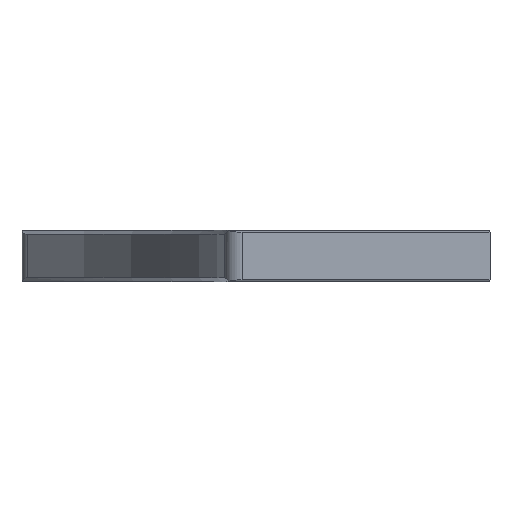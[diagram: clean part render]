
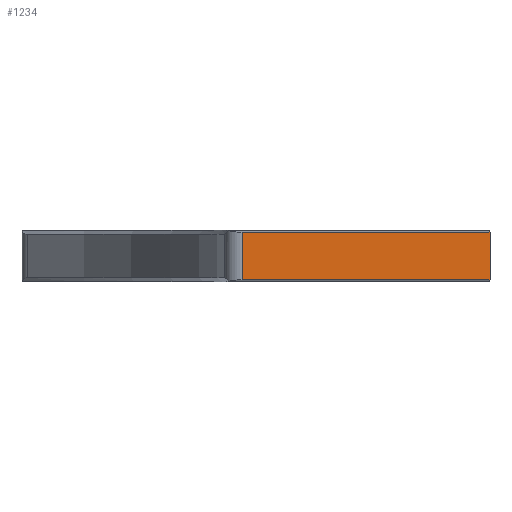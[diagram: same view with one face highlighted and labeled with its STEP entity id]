
A CAD part, front view. The second image highlights one B-rep face of the part: STEP entity #1234.
In plain terms, the highlighted planar face has unit normal (0, -1, 0).
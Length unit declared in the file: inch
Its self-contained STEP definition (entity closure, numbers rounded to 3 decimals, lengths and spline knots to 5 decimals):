
#185 = VECTOR ( 'NONE', #3334, 39.37008 ) ;
#303 = PLANE ( 'NONE',  #2743 ) ;
#403 = ORIENTED_EDGE ( 'NONE', *, *, #2584, .T. ) ;
#424 = VECTOR ( 'NONE', #2264, 39.37008 ) ;
#503 = ORIENTED_EDGE ( 'NONE', *, *, #2279, .T. ) ;
#556 = VECTOR ( 'NONE', #628, 39.37008 ) ;
#628 = DIRECTION ( 'NONE',  ( 0., 0., -1. ) ) ;
#718 = EDGE_LOOP ( 'NONE', ( #403, #1826, #3839, #503 ) ) ;
#984 = VERTEX_POINT ( 'NONE', #2617 ) ;
#1069 = CARTESIAN_POINT ( 'NONE',  ( 4.563, 0., -0.01563 ) ) ;
#1234 = ADVANCED_FACE ( 'NONE', ( #2141 ), #303, .T. ) ;
#1538 = LINE ( 'NONE', #1796, #556 ) ;
#1567 = VERTEX_POINT ( 'NONE', #3309 ) ;
#1615 = CARTESIAN_POINT ( 'NONE',  ( 6.469, 0., -0.35787 ) ) ;
#1637 = LINE ( 'NONE', #1069, #2288 ) ;
#1796 = CARTESIAN_POINT ( 'NONE',  ( 4.68633, 0., -0.3425 ) ) ;
#1811 = DIRECTION ( 'NONE',  ( 0., -1., 0. ) ) ;
#1826 = ORIENTED_EDGE ( 'NONE', *, *, #3683, .T. ) ;
#1935 = VERTEX_POINT ( 'NONE', #1615 ) ;
#2057 = VERTEX_POINT ( 'NONE', #3398 ) ;
#2103 = CARTESIAN_POINT ( 'NONE',  ( 4.563, 0., -0.3735 ) ) ;
#2141 = FACE_OUTER_BOUND ( 'NONE', #718, .T. ) ;
#2264 = DIRECTION ( 'NONE',  ( 0., 0., 1. ) ) ;
#2279 = EDGE_CURVE ( 'NONE', #1935, #984, #3472, .T. ) ;
#2288 = VECTOR ( 'NONE', #2516, 39.37008 ) ;
#2464 = DIRECTION ( 'NONE',  ( 0., 0., -1. ) ) ;
#2516 = DIRECTION ( 'NONE',  ( -1., 0., 0. ) ) ;
#2519 = CARTESIAN_POINT ( 'NONE',  ( 6.469, 0., -0.3735 ) ) ;
#2584 = EDGE_CURVE ( 'NONE', #984, #2057, #1637, .T. ) ;
#2617 = CARTESIAN_POINT ( 'NONE',  ( 6.469, 0., -0.01563 ) ) ;
#2743 = AXIS2_PLACEMENT_3D ( 'NONE', #2103, #1811, #2464 ) ;
#2750 = LINE ( 'NONE', #3079, #185 ) ;
#3079 = CARTESIAN_POINT ( 'NONE',  ( 6.469, 0., -0.35787 ) ) ;
#3309 = CARTESIAN_POINT ( 'NONE',  ( 4.68633, 0., -0.35787 ) ) ;
#3334 = DIRECTION ( 'NONE',  ( 1., 0., 0. ) ) ;
#3398 = CARTESIAN_POINT ( 'NONE',  ( 4.68633, 0., -0.01563 ) ) ;
#3472 = LINE ( 'NONE', #2519, #424 ) ;
#3683 = EDGE_CURVE ( 'NONE', #2057, #1567, #1538, .T. ) ;
#3687 = EDGE_CURVE ( 'NONE', #1567, #1935, #2750, .T. ) ;
#3839 = ORIENTED_EDGE ( 'NONE', *, *, #3687, .T. ) ;
